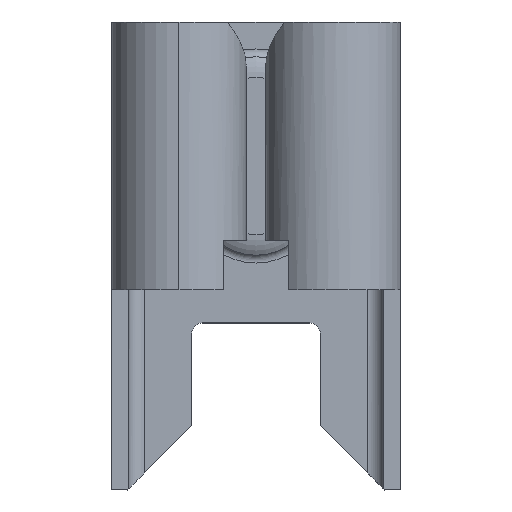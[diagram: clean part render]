
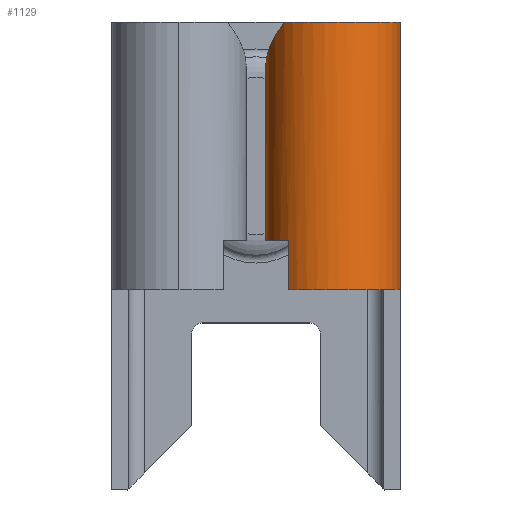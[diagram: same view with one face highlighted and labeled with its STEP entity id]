
A CAD part, top view. The second image highlights one B-rep face of the part: STEP entity #1129.
In plain terms, the highlighted cylindrical face has radius 1.6 mm (diameter 3.2 mm), a partial arc.
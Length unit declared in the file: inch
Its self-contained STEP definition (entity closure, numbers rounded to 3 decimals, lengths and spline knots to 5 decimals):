
#59 = FACE_OUTER_BOUND ( 'NONE', #1132, .T. ) ;
#60 = DIRECTION ( 'NONE',  ( 0., 0., 1. ) ) ;
#61 = DIRECTION ( 'NONE',  ( 0., 0., 1. ) ) ;
#62 = DIRECTION ( 'NONE',  ( 0., 1., 0. ) ) ;
#73 = CIRCLE ( 'NONE', #75, 0.063 ) ;
#75 = AXIS2_PLACEMENT_3D ( 'NONE', #87, #86, #60 ) ;
#76 = CARTESIAN_POINT ( 'NONE',  ( 0.072, 0.233, 0.062 ) ) ;
#77 = AXIS2_PLACEMENT_3D ( 'NONE', #76, #62, #61 ) ;
#78 = AXIS2_PLACEMENT_3D ( 'NONE', #93, #95, #94 ) ;
#79 = CYLINDRICAL_SURFACE ( 'NONE', #78, 0.063 ) ;
#84 = CIRCLE ( 'NONE', #77, 0.063 ) ;
#86 = DIRECTION ( 'NONE',  ( 0., 1., 0. ) ) ;
#87 = CARTESIAN_POINT ( 'NONE',  ( 0.072, 0.187, 0.062 ) ) ;
#93 = CARTESIAN_POINT ( 'NONE',  ( 0.072, 0.61632, 0.062 ) ) ;
#94 = DIRECTION ( 'NONE',  ( 0., 0., -1. ) ) ;
#95 = DIRECTION ( 'NONE',  ( 0., -1., 0. ) ) ;
#180 = LINE ( 'NONE', #185, #195 ) ;
#183 = VECTOR ( 'NONE', #191, 39.37008 ) ;
#184 = CARTESIAN_POINT ( 'NONE',  ( 0.03, 0.187, 0.10896 ) ) ;
#185 = CARTESIAN_POINT ( 'NONE',  ( 0.03, 0.233, 0.10896 ) ) ;
#187 = CARTESIAN_POINT ( 'NONE',  ( 0.009, 0.437, 0.062 ) ) ;
#191 = DIRECTION ( 'NONE',  ( 0., -1., 0. ) ) ;
#192 = LINE ( 'NONE', #187, #183 ) ;
#195 = VECTOR ( 'NONE', #197, 39.37008 ) ;
#197 = DIRECTION ( 'NONE',  ( 0., -1., 0. ) ) ;
#231 = CARTESIAN_POINT ( 'NONE',  ( 0.03, 0.233, 0.10896 ) ) ;
#293 = CARTESIAN_POINT ( 'NONE',  ( 0.072, 0.437, 0.062 ) ) ;
#294 = AXIS2_PLACEMENT_3D ( 'NONE', #293, #299, #298 ) ;
#295 = CIRCLE ( 'NONE', #294, 0.063 ) ;
#298 = DIRECTION ( 'NONE',  ( 0., 0., -1. ) ) ;
#299 = DIRECTION ( 'NONE',  ( 0., -1., 0. ) ) ;
#339 = CARTESIAN_POINT ( 'NONE',  ( 0.02649, 0.437, 0.10557 ) ) ;
#341 = B_SPLINE_CURVE_WITH_KNOTS ( 'NONE', 3,
 ( #372, #349, #348, #347, #356, #355 ),
 .UNSPECIFIED., .F., .F.,
 ( 4, 2, 4 ),
 ( 0., 0.5, 1. ),
 .UNSPECIFIED. ) ;
#345 = CARTESIAN_POINT ( 'NONE',  ( 0.009, 0.233, 0.062 ) ) ;
#346 = CARTESIAN_POINT ( 'NONE',  ( 0.009, 0.395, 0.062 ) ) ;
#347 = CARTESIAN_POINT ( 'NONE',  ( 0.01055, 0.409, 0.07803 ) ) ;
#348 = CARTESIAN_POINT ( 'NONE',  ( 0.01652, 0.423, 0.09292 ) ) ;
#349 = CARTESIAN_POINT ( 'NONE',  ( 0.02095, 0.43, 0.09978 ) ) ;
#355 = CARTESIAN_POINT ( 'NONE',  ( 0.009, 0.395, 0.062 ) ) ;
#356 = CARTESIAN_POINT ( 'NONE',  ( 0.009, 0.402, 0.07002 ) ) ;
#372 = CARTESIAN_POINT ( 'NONE',  ( 0.02649, 0.437, 0.10557 ) ) ;
#843 = VERTEX_POINT ( 'NONE', #1879 ) ;
#884 = VERTEX_POINT ( 'NONE', #1935 ) ;
#973 = EDGE_CURVE ( 'NONE', #843, #884, #2138, .T. ) ;
#1031 = ORIENTED_EDGE ( 'NONE', *, *, #973, .F. ) ;
#1036 = ORIENTED_EDGE ( 'NONE', *, *, #1249, .T. ) ;
#1037 = ORIENTED_EDGE ( 'NONE', *, *, #1284, .T. ) ;
#1038 = ORIENTED_EDGE ( 'NONE', *, *, #1186, .T. ) ;
#1128 = EDGE_CURVE ( 'NONE', #1185, #884, #73, .T. ) ;
#1129 = ADVANCED_FACE ( 'NONE', ( #59 ), #79, .T. ) ;
#1130 = ORIENTED_EDGE ( 'NONE', *, *, #1128, .T. ) ;
#1132 = EDGE_LOOP ( 'NONE', ( #1130, #1031, #1036, #1037, #1038, #1187, #1192 ) ) ;
#1133 = EDGE_CURVE ( 'NONE', #1294, #1219, #84, .T. ) ;
#1185 = VERTEX_POINT ( 'NONE', #184 ) ;
#1186 = EDGE_CURVE ( 'NONE', #1289, #1294, #192, .T. ) ;
#1187 = ORIENTED_EDGE ( 'NONE', *, *, #1133, .T. ) ;
#1188 = EDGE_CURVE ( 'NONE', #1219, #1185, #180, .T. ) ;
#1192 = ORIENTED_EDGE ( 'NONE', *, *, #1188, .T. ) ;
#1219 = VERTEX_POINT ( 'NONE', #231 ) ;
#1249 = EDGE_CURVE ( 'NONE', #843, #1298, #295, .T. ) ;
#1284 = EDGE_CURVE ( 'NONE', #1298, #1289, #341, .T. ) ;
#1289 = VERTEX_POINT ( 'NONE', #346 ) ;
#1294 = VERTEX_POINT ( 'NONE', #345 ) ;
#1298 = VERTEX_POINT ( 'NONE', #339 ) ;
#1879 = CARTESIAN_POINT ( 'NONE',  ( 0.135, 0.437, 0.062 ) ) ;
#1935 = CARTESIAN_POINT ( 'NONE',  ( 0.135, 0.187, 0.062 ) ) ;
#2135 = DIRECTION ( 'NONE',  ( 0., -1., 0. ) ) ;
#2136 = VECTOR ( 'NONE', #2135, 39.37008 ) ;
#2137 = CARTESIAN_POINT ( 'NONE',  ( 0.135, 0.437, 0.062 ) ) ;
#2138 = LINE ( 'NONE', #2137, #2136 ) ;
